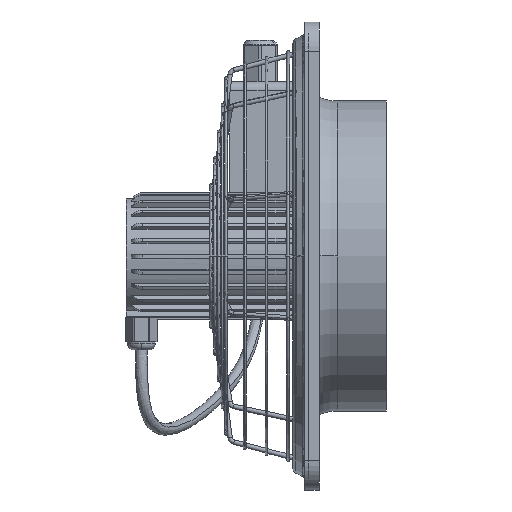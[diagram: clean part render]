
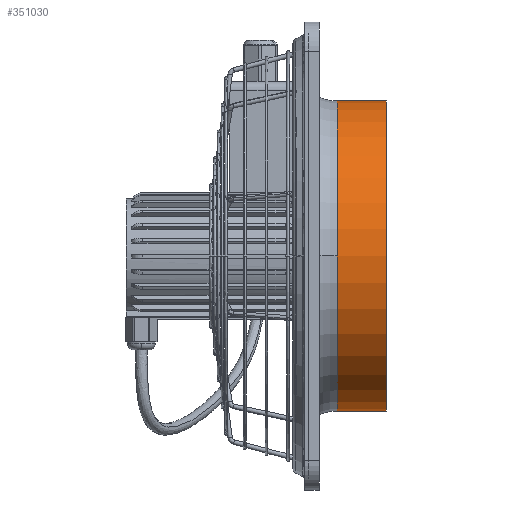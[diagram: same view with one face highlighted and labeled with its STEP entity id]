
A CAD part, front view. The second image highlights one B-rep face of the part: STEP entity #351030.
In plain terms, the highlighted cylindrical face has radius 132.5 mm (diameter 265 mm), a partial arc.
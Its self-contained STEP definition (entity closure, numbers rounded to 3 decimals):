
#38500=CARTESIAN_POINT('',(63.1,-85.561,0.));
#38510=DIRECTION('',(1.,-0.,-0.));
#38520=DIRECTION('',(0.,-1.,0.));
#38530=AXIS2_PLACEMENT_3D('',#38500,#38510,#38520);
#38540=CIRCLE('',#38530,132.5);
#38570=CARTESIAN_POINT('',(63.1,-85.561,132.5));
#38580=VERTEX_POINT('',#38570);
#38780=CARTESIAN_POINT('',(63.1,-85.561,-132.5));
#38790=VERTEX_POINT('',#38780);
#70660=CARTESIAN_POINT('',(84.1,-85.561,132.5));
#70670=DIRECTION('',(1.,0.,0.));
#70680=VECTOR('',#70670,1.);
#70690=LINE('',#70660,#70680);
#70700=CARTESIAN_POINT('',(105.1,-85.561,132.5));
#70710=VERTEX_POINT('',#70700);
#70720=EDGE_CURVE('',#38580,#70710,#70690,.T.);
#70760=CARTESIAN_POINT('',(84.1,-85.561,-132.5));
#70770=DIRECTION('',(1.,0.,0.));
#70780=VECTOR('',#70770,1.);
#70790=LINE('',#70760,#70780);
#70800=CARTESIAN_POINT('',(105.1,-85.561,-132.5));
#70810=VERTEX_POINT('',#70800);
#70820=EDGE_CURVE('',#38790,#70810,#70790,.T.);
#70840=CARTESIAN_POINT('',(105.1,-85.561,0.));
#70850=DIRECTION('',(1.,0.,0.));
#70860=DIRECTION('',(0.,0.,1.));
#70870=AXIS2_PLACEMENT_3D('',#70840,#70850,#70860);
#70880=CIRCLE('',#70870,132.5);
#157490=EDGE_CURVE('',#70710,#70810,#70880,.T.);
#350910=CARTESIAN_POINT('',(84.1,-85.561,0.));
#350920=DIRECTION('',(1.,0.,0.));
#350930=DIRECTION('',(0.,0.,1.));
#350940=AXIS2_PLACEMENT_3D('',#350910,#350920,#350930);
#350950=CYLINDRICAL_SURFACE('',#350940,132.5);
#350960=ORIENTED_EDGE('',*,*,#157490,.F.);
#350970=ORIENTED_EDGE('',*,*,#70820,.T.);
#350980=EDGE_CURVE('',#38580,#38790,#38540,.T.);
#350990=ORIENTED_EDGE('',*,*,#350980,.T.);
#351000=ORIENTED_EDGE('',*,*,#70720,.F.);
#351010=EDGE_LOOP('',(#351000,#350990,#350970,#350960));
#351020=FACE_OUTER_BOUND('',#351010,.T.);
#351030=ADVANCED_FACE('',(#351020),#350950,.T.);
